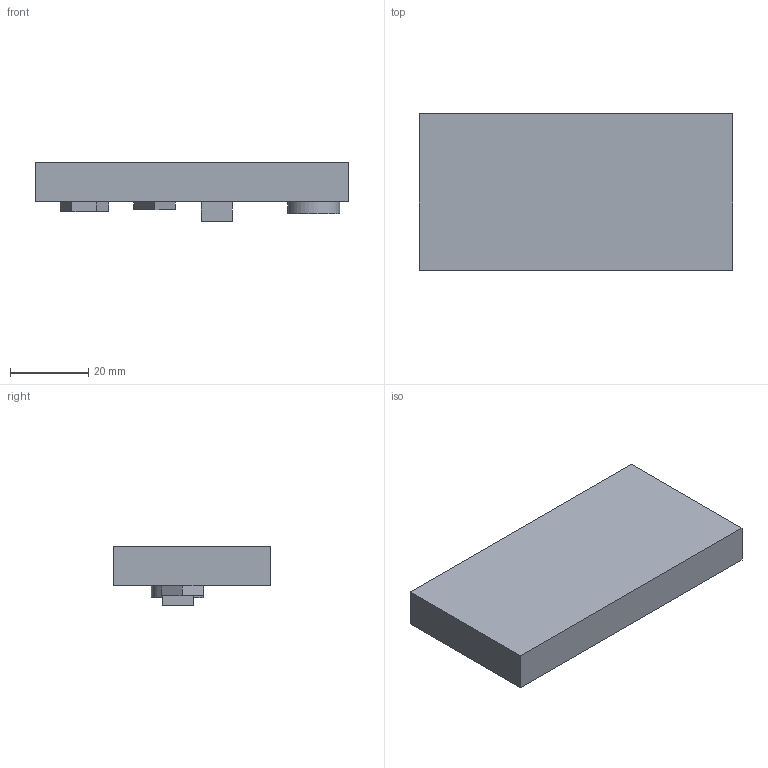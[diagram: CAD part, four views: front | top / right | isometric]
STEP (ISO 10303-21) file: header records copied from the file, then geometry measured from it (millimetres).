
FILE_DESCRIPTION (( 'STEP AP214' ), '1' );
FILE_NAME ('boss.STEP', '2025-03-08T06:57:59', ( '' ), ( '' ), 'SwSTEP 2.0', 'SolidWorks 2023', '' );
FILE_SCHEMA (( 'AUTOMOTIVE_DESIGN' ));
Length unit declared in the file: millimetre
Products named in the file (1): boss
Bounding box: 80 x 40 x 15 mm (x, y, z)
Volume: 33087 mm3; surface area: 9242.5 mm2
Topology: 1 solids, 1 shells, 25 faces, 57 edges, 38 vertices
Faces by surface type: plane 23, cylinder 2
Entity records: 718 total; most frequent: CARTESIAN_POINT 121, ORIENTED_EDGE 114, DIRECTION 113, EDGE_CURVE 57, LINE 53, VECTOR 53, VERTEX_POINT 38, AXIS2_PLACEMENT_3D 30
